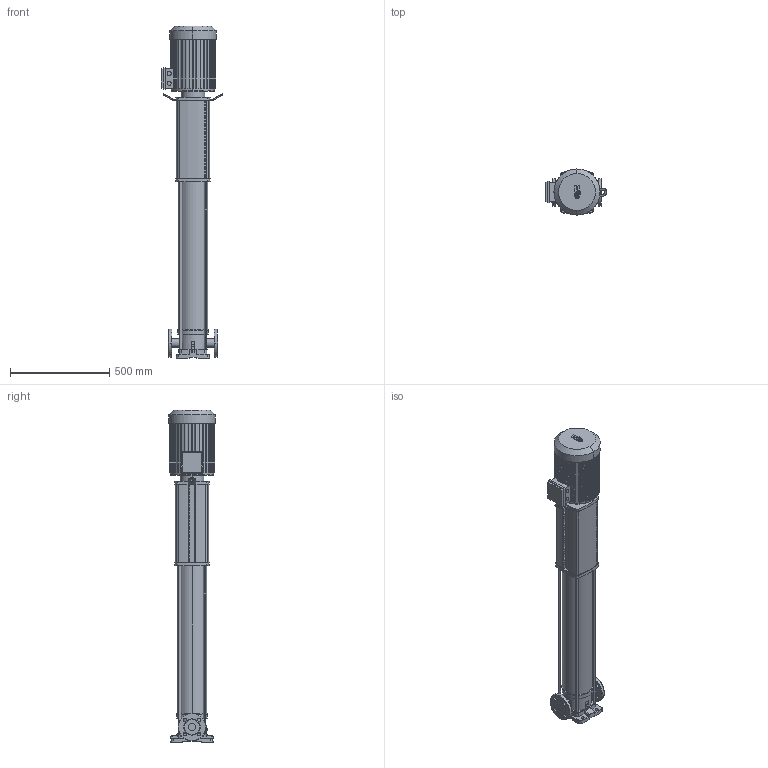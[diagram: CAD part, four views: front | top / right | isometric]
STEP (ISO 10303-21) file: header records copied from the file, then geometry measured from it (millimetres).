
FILE_DESCRIPTION((''),'2;1');
FILE_NAME('3d_HELIXV625-1_25_E_K-4156060.stp','2016-08-24T08:31:17',(''),(''),'Mechanical Desktop 2009','Mechanical Desktop 2009',', , ');
FILE_SCHEMA(('CONFIG_CONTROL_DESIGN'));
Length unit declared in the file: millimetre
Products named in the file (1): Product
Bounding box: 310 x 232 x 1670.2 mm (x, y, z)
Volume: 33938218 mm3; surface area: 1995656.6 mm2
Topology: 17 solids, 17 shells, 1276 faces, 3628 edges, 2402 vertices
Faces by surface type: plane 659, bspline 414, cylinder 159, torus 24, cone 16, sphere 4
Entity records: 43247 total; most frequent: CARTESIAN_POINT 9828, ORIENTED_EDGE 7244, DIRECTION 6123, EDGE_CURVE 3622, VECTOR 2727, LINE 2727, VERTEX_POINT 2399, AXIS2_PLACEMENT_3D 1698
